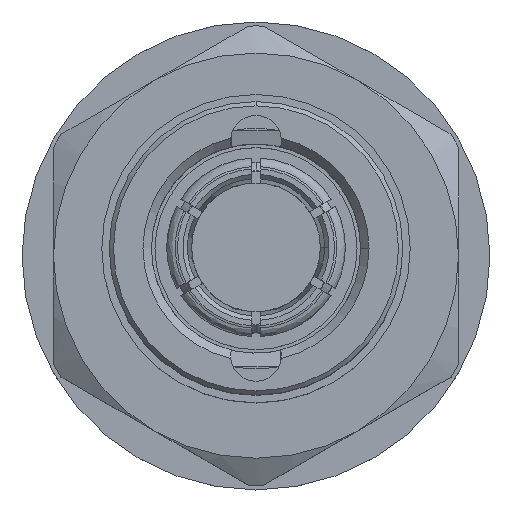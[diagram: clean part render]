
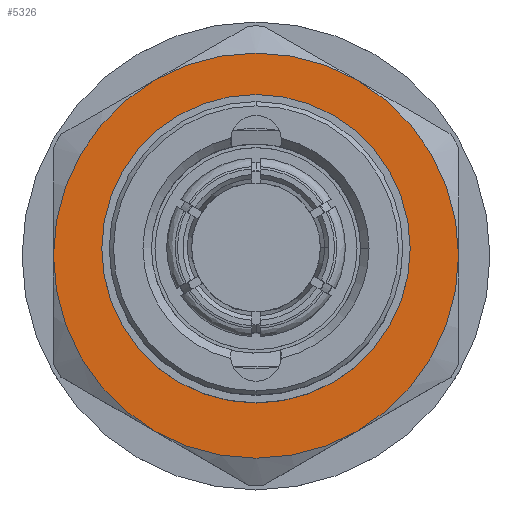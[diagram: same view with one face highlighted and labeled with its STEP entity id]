
A CAD part, top view. The second image highlights one B-rep face of the part: STEP entity #5326.
In plain terms, the highlighted face is planar.
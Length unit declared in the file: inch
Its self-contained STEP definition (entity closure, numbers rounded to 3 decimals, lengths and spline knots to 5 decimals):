
#197 = AXIS2_PLACEMENT_3D ( 'NONE', #8973, #11100, #13006 ) ;
#578 = DIRECTION ( 'NONE',  ( -1., 0., 0. ) ) ;
#876 = EDGE_LOOP ( 'NONE', ( #6556, #12115, #2588, #8600, #2366, #5495 ) ) ;
#1108 = EDGE_CURVE ( 'NONE', #4426, #3817, #9943, .T. ) ;
#1342 = CIRCLE ( 'NONE', #8086, 0.375 ) ;
#1376 = DIRECTION ( 'NONE',  ( 0., 0., 1. ) ) ;
#1580 = VERTEX_POINT ( 'NONE', #12866 ) ;
#2049 = DIRECTION ( 'NONE',  ( -1., 0., 0. ) ) ;
#2100 = DIRECTION ( 'NONE',  ( -1., 0., 0. ) ) ;
#2200 = FACE_BOUND ( 'NONE', #2874, .T. ) ;
#2366 = ORIENTED_EDGE ( 'NONE', *, *, #4101, .F. ) ;
#2440 = VERTEX_POINT ( 'NONE', #11345 ) ;
#2588 = ORIENTED_EDGE ( 'NONE', *, *, #7050, .F. ) ;
#2802 = VERTEX_POINT ( 'NONE', #6228 ) ;
#2828 = CARTESIAN_POINT ( 'NONE',  ( 1.46457, 0., 0. ) ) ;
#2874 = EDGE_LOOP ( 'NONE', ( #5524, #7775 ) ) ;
#3061 = FACE_OUTER_BOUND ( 'NONE', #876, .T. ) ;
#3195 = AXIS2_PLACEMENT_3D ( 'NONE', #10274, #11215, #8209 ) ;
#3263 = EDGE_CURVE ( 'NONE', #2802, #7636, #12762, .T. ) ;
#3817 = VERTEX_POINT ( 'NONE', #7585 ) ;
#4101 = EDGE_CURVE ( 'NONE', #2440, #4426, #4153, .T. ) ;
#4153 = CIRCLE ( 'NONE', #6266, 0.375 ) ;
#4277 = AXIS2_PLACEMENT_3D ( 'NONE', #7358, #8225, #8296 ) ;
#4295 = DIRECTION ( 'NONE',  ( 0., 0., 1. ) ) ;
#4356 = CARTESIAN_POINT ( 'NONE',  ( 1.46457, 0., 0. ) ) ;
#4426 = VERTEX_POINT ( 'NONE', #8227 ) ;
#4574 = CARTESIAN_POINT ( 'NONE',  ( 1.46457, 0., -0.22244 ) ) ;
#5326 = ADVANCED_FACE ( 'NONE', ( #2200, #3061 ), #7152, .T. ) ;
#5495 = ORIENTED_EDGE ( 'NONE', *, *, #8724, .F. ) ;
#5524 = ORIENTED_EDGE ( 'NONE', *, *, #12994, .T. ) ;
#6124 = DIRECTION ( 'NONE',  ( 0., 0., 1. ) ) ;
#6228 = CARTESIAN_POINT ( 'NONE',  ( 1.46457, -0.32476, -0.1875 ) ) ;
#6266 = AXIS2_PLACEMENT_3D ( 'NONE', #7316, #578, #1376 ) ;
#6348 = CARTESIAN_POINT ( 'NONE',  ( 1.46457, 0., 0. ) ) ;
#6556 = ORIENTED_EDGE ( 'NONE', *, *, #6574, .F. ) ;
#6574 = EDGE_CURVE ( 'NONE', #7636, #6588, #9068, .T. ) ;
#6588 = VERTEX_POINT ( 'NONE', #10093 ) ;
#6988 = DIRECTION ( 'NONE',  ( 0., 0., 1. ) ) ;
#7050 = EDGE_CURVE ( 'NONE', #3817, #2802, #7547, .T. ) ;
#7055 = AXIS2_PLACEMENT_3D ( 'NONE', #11179, #2100, #6124 ) ;
#7152 = PLANE ( 'NONE',  #3195 ) ;
#7316 = CARTESIAN_POINT ( 'NONE',  ( 1.46457, 0., 0. ) ) ;
#7358 = CARTESIAN_POINT ( 'NONE',  ( 1.46457, 0., 0. ) ) ;
#7395 = DIRECTION ( 'NONE',  ( -1., 0., 0. ) ) ;
#7547 = CIRCLE ( 'NONE', #10734, 0.375 ) ;
#7585 = CARTESIAN_POINT ( 'NONE',  ( 1.46457, 0., -0.375 ) ) ;
#7636 = VERTEX_POINT ( 'NONE', #10565 ) ;
#7775 = ORIENTED_EDGE ( 'NONE', *, *, #7953, .T. ) ;
#7922 = CARTESIAN_POINT ( 'NONE',  ( 1.46457, 0., 0. ) ) ;
#7953 = EDGE_CURVE ( 'NONE', #1580, #9108, #10202, .T. ) ;
#8086 = AXIS2_PLACEMENT_3D ( 'NONE', #6348, #8199, #12318 ) ;
#8199 = DIRECTION ( 'NONE',  ( -1., 0., 0. ) ) ;
#8209 = DIRECTION ( 'NONE',  ( 0., 0., -1. ) ) ;
#8225 = DIRECTION ( 'NONE',  ( -1., 0., 0. ) ) ;
#8227 = CARTESIAN_POINT ( 'NONE',  ( 1.46457, 0.32476, -0.1875 ) ) ;
#8296 = DIRECTION ( 'NONE',  ( 0., 0., -1. ) ) ;
#8453 = AXIS2_PLACEMENT_3D ( 'NONE', #2828, #13018, #6988 ) ;
#8600 = ORIENTED_EDGE ( 'NONE', *, *, #1108, .F. ) ;
#8720 = CIRCLE ( 'NONE', #10418, 0.22244 ) ;
#8724 = EDGE_CURVE ( 'NONE', #6588, #2440, #1342, .T. ) ;
#8973 = CARTESIAN_POINT ( 'NONE',  ( 1.46457, 0., 0. ) ) ;
#9068 = CIRCLE ( 'NONE', #197, 0.375 ) ;
#9108 = VERTEX_POINT ( 'NONE', #4574 ) ;
#9943 = CIRCLE ( 'NONE', #8453, 0.375 ) ;
#10061 = DIRECTION ( 'NONE',  ( 0., 0., -1. ) ) ;
#10093 = CARTESIAN_POINT ( 'NONE',  ( 1.46457, 0., 0.375 ) ) ;
#10202 = CIRCLE ( 'NONE', #4277, 0.22244 ) ;
#10274 = CARTESIAN_POINT ( 'NONE',  ( 1.46457, 0., 0. ) ) ;
#10418 = AXIS2_PLACEMENT_3D ( 'NONE', #7922, #2049, #10061 ) ;
#10565 = CARTESIAN_POINT ( 'NONE',  ( 1.46457, -0.32476, 0.1875 ) ) ;
#10734 = AXIS2_PLACEMENT_3D ( 'NONE', #4356, #7395, #4295 ) ;
#11100 = DIRECTION ( 'NONE',  ( -1., 0., 0. ) ) ;
#11179 = CARTESIAN_POINT ( 'NONE',  ( 1.46457, 0., 0. ) ) ;
#11215 = DIRECTION ( 'NONE',  ( 1., 0., 0. ) ) ;
#11345 = CARTESIAN_POINT ( 'NONE',  ( 1.46457, 0.32476, 0.1875 ) ) ;
#12115 = ORIENTED_EDGE ( 'NONE', *, *, #3263, .F. ) ;
#12318 = DIRECTION ( 'NONE',  ( 0., 0., 1. ) ) ;
#12762 = CIRCLE ( 'NONE', #7055, 0.375 ) ;
#12866 = CARTESIAN_POINT ( 'NONE',  ( 1.46457, 0., 0.22244 ) ) ;
#12994 = EDGE_CURVE ( 'NONE', #9108, #1580, #8720, .T. ) ;
#13006 = DIRECTION ( 'NONE',  ( 0., 0., 1. ) ) ;
#13018 = DIRECTION ( 'NONE',  ( -1., 0., 0. ) ) ;
